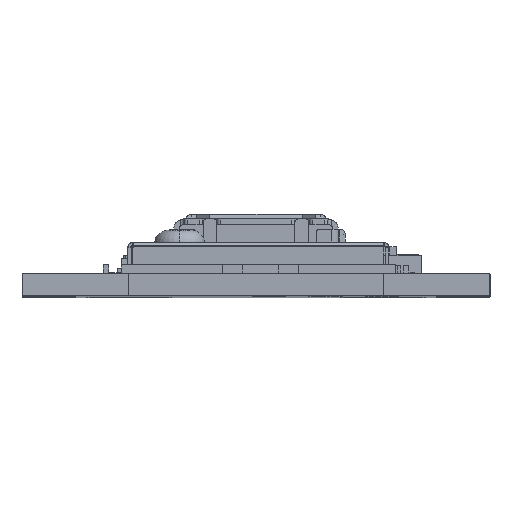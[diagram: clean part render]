
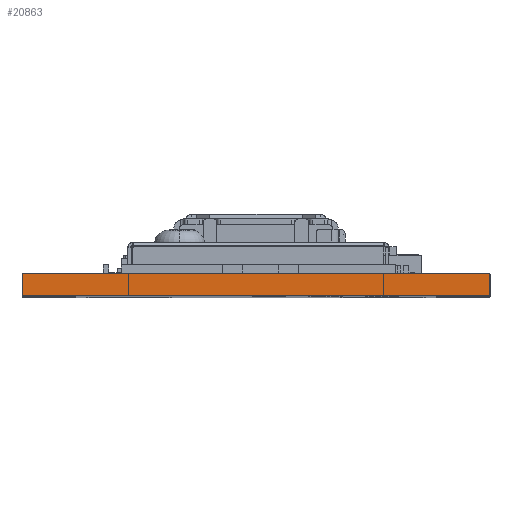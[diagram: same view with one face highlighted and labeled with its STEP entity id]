
A CAD part, top view. The second image highlights one B-rep face of the part: STEP entity #20863.
In plain terms, the highlighted planar face has unit normal (0, 0, 1).
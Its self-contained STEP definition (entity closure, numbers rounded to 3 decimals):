
#915 = EDGE_CURVE ( 'NONE', #24454, #33305, #32537, .T. ) ;
#1431 = LINE ( 'NONE', #17089, #4904 ) ;
#2061 = FACE_OUTER_BOUND ( 'NONE', #44538, .T. ) ;
#4904 = VECTOR ( 'NONE', #25067, 1000. ) ;
#7795 = CARTESIAN_POINT ( 'NONE',  ( -10.5, 1., 25.5 ) ) ;
#7873 = CARTESIAN_POINT ( 'NONE',  ( 0., 0., 25.5 ) ) ;
#8876 = CARTESIAN_POINT ( 'NONE',  ( 0., 1., 25.5 ) ) ;
#11478 = DIRECTION ( 'NONE',  ( 1., 0., 0. ) ) ;
#11772 = VECTOR ( 'NONE', #24595, 1000. ) ;
#14257 = VERTEX_POINT ( 'NONE', #35362 ) ;
#15385 = VERTEX_POINT ( 'NONE', #42601 ) ;
#16260 = ORIENTED_EDGE ( 'NONE', *, *, #48169, .T. ) ;
#17089 = CARTESIAN_POINT ( 'NONE',  ( 10.5, 1., 25.5 ) ) ;
#18543 = AXIS2_PLACEMENT_3D ( 'NONE', #21102, #36803, #44242 ) ;
#20863 = ADVANCED_FACE ( 'NONE', ( #2061 ), #25206, .F. ) ;
#21102 = CARTESIAN_POINT ( 'NONE',  ( 0., 1., 25.5 ) ) ;
#21453 = EDGE_CURVE ( 'NONE', #14257, #15385, #31032, .T. ) ;
#24454 = VERTEX_POINT ( 'NONE', #50644 ) ;
#24595 = DIRECTION ( 'NONE',  ( 1., 0., 0. ) ) ;
#25067 = DIRECTION ( 'NONE',  ( 0., -1., 0. ) ) ;
#25206 = PLANE ( 'NONE',  #18543 ) ;
#25987 = VECTOR ( 'NONE', #11478, 1000. ) ;
#26342 = DIRECTION ( 'NONE',  ( 0., -1., 0. ) ) ;
#26873 = CARTESIAN_POINT ( 'NONE',  ( 10.5, 1., 25.5 ) ) ;
#31032 = LINE ( 'NONE', #7873, #25987 ) ;
#32537 = LINE ( 'NONE', #8876, #11772 ) ;
#33305 = VERTEX_POINT ( 'NONE', #26873 ) ;
#35362 = CARTESIAN_POINT ( 'NONE',  ( -10.5, 0., 25.5 ) ) ;
#36803 = DIRECTION ( 'NONE',  ( 0., 0., -1. ) ) ;
#37636 = ORIENTED_EDGE ( 'NONE', *, *, #49924, .F. ) ;
#38437 = VECTOR ( 'NONE', #26342, 1000. ) ;
#41558 = ORIENTED_EDGE ( 'NONE', *, *, #915, .F. ) ;
#42601 = CARTESIAN_POINT ( 'NONE',  ( 10.5, 0., 25.5 ) ) ;
#44242 = DIRECTION ( 'NONE',  ( -1., 0., 0. ) ) ;
#44538 = EDGE_LOOP ( 'NONE', ( #50357, #37636, #41558, #16260 ) ) ;
#48169 = EDGE_CURVE ( 'NONE', #24454, #14257, #50743, .T. ) ;
#49924 = EDGE_CURVE ( 'NONE', #33305, #15385, #1431, .T. ) ;
#50357 = ORIENTED_EDGE ( 'NONE', *, *, #21453, .T. ) ;
#50644 = CARTESIAN_POINT ( 'NONE',  ( -10.5, 1., 25.5 ) ) ;
#50743 = LINE ( 'NONE', #7795, #38437 ) ;
